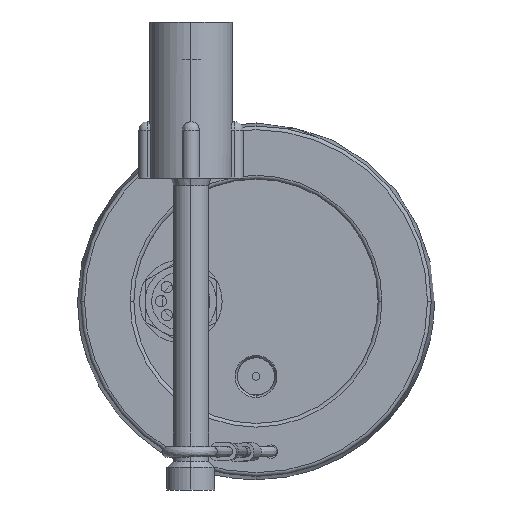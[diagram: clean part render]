
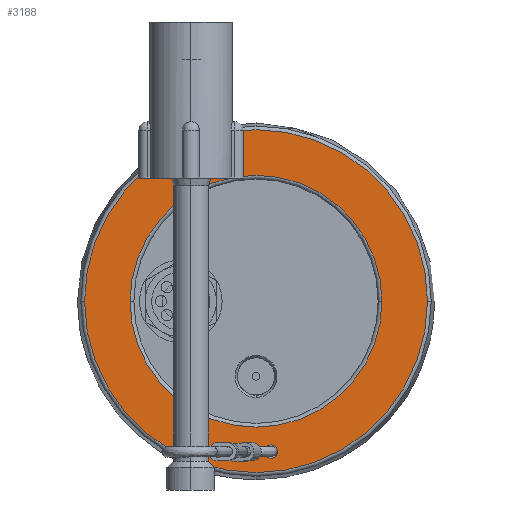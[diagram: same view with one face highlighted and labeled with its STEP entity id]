
A CAD part, left-side view. The second image highlights one B-rep face of the part: STEP entity #3188.
In plain terms, the highlighted planar face has unit normal (-1, 0, 0).
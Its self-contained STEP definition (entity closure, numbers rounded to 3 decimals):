
#33 = CARTESIAN_POINT ( 'NONE',  ( -283., -45.621, 0. ) ) ;
#62 = CARTESIAN_POINT ( 'NONE',  ( -283., 0., 0. ) ) ;
#205 = ORIENTED_EDGE ( 'NONE', *, *, #9397, .T. ) ;
#352 = PLANE ( 'NONE',  #11179 ) ;
#568 = DIRECTION ( 'NONE',  ( 0., -1., 0. ) ) ;
#592 = DIRECTION ( 'NONE',  ( 1., 0., 0. ) ) ;
#605 = CARTESIAN_POINT ( 'NONE',  ( -283., 0., 0. ) ) ;
#768 = ORIENTED_EDGE ( 'NONE', *, *, #9099, .F. ) ;
#818 = DIRECTION ( 'NONE',  ( -1., 0., 0. ) ) ;
#952 = DIRECTION ( 'NONE',  ( 0., -1., 0. ) ) ;
#1020 = CARTESIAN_POINT ( 'NONE',  ( -283., -33.5, 0. ) ) ;
#1026 = ORIENTED_EDGE ( 'NONE', *, *, #7912, .F. ) ;
#1173 = DIRECTION ( 'NONE',  ( 0., -1., 0. ) ) ;
#1192 = DIRECTION ( 'NONE',  ( -1., 0., 0. ) ) ;
#1218 = CARTESIAN_POINT ( 'NONE',  ( -283., 4., -40. ) ) ;
#1260 = EDGE_LOOP ( 'NONE', ( #7956, #768 ) ) ;
#1271 = VERTEX_POINT ( 'NONE', #5141 ) ;
#1281 = EDGE_CURVE ( 'NONE', #6437, #4056, #2583, .T. ) ;
#1550 = AXIS2_PLACEMENT_3D ( 'NONE', #1218, #1192, #1173 ) ;
#1598 = EDGE_CURVE ( 'NONE', #9080, #1924, #7360, .T. ) ;
#1649 = FACE_BOUND ( 'NONE', #6109, .T. ) ;
#1697 = EDGE_LOOP ( 'NONE', ( #5003, #205 ) ) ;
#1765 = EDGE_CURVE ( 'NONE', #10878, #8535, #11514, .T. ) ;
#1822 = EDGE_CURVE ( 'NONE', #1271, #10817, #6786, .T. ) ;
#1913 = CIRCLE ( 'NONE', #7605, 1.75 ) ;
#1924 = VERTEX_POINT ( 'NONE', #9907 ) ;
#2034 = ORIENTED_EDGE ( 'NONE', *, *, #1822, .T. ) ;
#2286 = CIRCLE ( 'NONE', #9285, 33.5 ) ;
#2414 = DIRECTION ( 'NONE',  ( 0., 1., 0. ) ) ;
#2453 = DIRECTION ( 'NONE',  ( -1., 0., 0. ) ) ;
#2460 = CARTESIAN_POINT ( 'NONE',  ( -283., -4., -40. ) ) ;
#2583 = CIRCLE ( 'NONE', #3218, 45.621 ) ;
#2717 = AXIS2_PLACEMENT_3D ( 'NONE', #3128, #9390, #4061 ) ;
#2778 = FACE_OUTER_BOUND ( 'NONE', #1697, .T. ) ;
#3128 = CARTESIAN_POINT ( 'NONE',  ( -283., 0., 0. ) ) ;
#3188 = ADVANCED_FACE ( 'NONE', ( #1649, #8548, #2778, #6169 ), #352, .F. ) ;
#3218 = AXIS2_PLACEMENT_3D ( 'NONE', #4947, #4937, #4918 ) ;
#4056 = VERTEX_POINT ( 'NONE', #8301 ) ;
#4061 = DIRECTION ( 'NONE',  ( 0., -1., 0. ) ) ;
#4560 = EDGE_LOOP ( 'NONE', ( #11541, #2034 ) ) ;
#4601 = AXIS2_PLACEMENT_3D ( 'NONE', #605, #592, #568 ) ;
#4886 = DIRECTION ( 'NONE',  ( 1., 0., 0. ) ) ;
#4918 = DIRECTION ( 'NONE',  ( 0., -1., 0. ) ) ;
#4937 = DIRECTION ( 'NONE',  ( -1., 0., 0. ) ) ;
#4947 = CARTESIAN_POINT ( 'NONE',  ( -283., 0., 0. ) ) ;
#4971 = CARTESIAN_POINT ( 'NONE',  ( -283., 2.25, -40. ) ) ;
#5003 = ORIENTED_EDGE ( 'NONE', *, *, #1281, .T. ) ;
#5141 = CARTESIAN_POINT ( 'NONE',  ( -283., 33.5, 0. ) ) ;
#5288 = CARTESIAN_POINT ( 'NONE',  ( -283., 4., -40. ) ) ;
#6109 = EDGE_LOOP ( 'NONE', ( #9055, #1026 ) ) ;
#6169 = FACE_BOUND ( 'NONE', #4560, .T. ) ;
#6199 = DIRECTION ( 'NONE',  ( 0., -1., 0. ) ) ;
#6216 = CARTESIAN_POINT ( 'NONE',  ( -283., -4., -40. ) ) ;
#6369 = DIRECTION ( 'NONE',  ( 1., 0., 0. ) ) ;
#6437 = VERTEX_POINT ( 'NONE', #33 ) ;
#6786 = CIRCLE ( 'NONE', #4601, 33.5 ) ;
#7107 = DIRECTION ( 'NONE',  ( 0., 1., 0. ) ) ;
#7152 = EDGE_CURVE ( 'NONE', #10817, #1271, #2286, .T. ) ;
#7360 = CIRCLE ( 'NONE', #9006, 1.75 ) ;
#7605 = AXIS2_PLACEMENT_3D ( 'NONE', #6216, #818, #7107 ) ;
#7912 = EDGE_CURVE ( 'NONE', #8535, #10878, #9667, .T. ) ;
#7956 = ORIENTED_EDGE ( 'NONE', *, *, #1598, .F. ) ;
#8277 = CARTESIAN_POINT ( 'NONE',  ( -283., 5.75, -40. ) ) ;
#8301 = CARTESIAN_POINT ( 'NONE',  ( -283., 45.621, 0. ) ) ;
#8535 = VERTEX_POINT ( 'NONE', #4971 ) ;
#8548 = FACE_BOUND ( 'NONE', #1260, .T. ) ;
#8759 = CARTESIAN_POINT ( 'NONE',  ( -283., -2.25, -40. ) ) ;
#9006 = AXIS2_PLACEMENT_3D ( 'NONE', #2460, #2453, #2414 ) ;
#9055 = ORIENTED_EDGE ( 'NONE', *, *, #1765, .F. ) ;
#9080 = VERTEX_POINT ( 'NONE', #8759 ) ;
#9099 = EDGE_CURVE ( 'NONE', #1924, #9080, #1913, .T. ) ;
#9285 = AXIS2_PLACEMENT_3D ( 'NONE', #62, #6369, #952 ) ;
#9390 = DIRECTION ( 'NONE',  ( -1., 0., 0. ) ) ;
#9397 = EDGE_CURVE ( 'NONE', #4056, #6437, #11544, .T. ) ;
#9667 = CIRCLE ( 'NONE', #9742, 1.75 ) ;
#9742 = AXIS2_PLACEMENT_3D ( 'NONE', #5288, #11504, #6199 ) ;
#9907 = CARTESIAN_POINT ( 'NONE',  ( -283., -5.75, -40. ) ) ;
#10209 = CARTESIAN_POINT ( 'NONE',  ( -283., 0., -45.5 ) ) ;
#10817 = VERTEX_POINT ( 'NONE', #1020 ) ;
#10878 = VERTEX_POINT ( 'NONE', #8277 ) ;
#11115 = DIRECTION ( 'NONE',  ( 0., -1., 0. ) ) ;
#11179 = AXIS2_PLACEMENT_3D ( 'NONE', #10209, #4886, #11115 ) ;
#11504 = DIRECTION ( 'NONE',  ( -1., 0., 0. ) ) ;
#11514 = CIRCLE ( 'NONE', #1550, 1.75 ) ;
#11541 = ORIENTED_EDGE ( 'NONE', *, *, #7152, .T. ) ;
#11544 = CIRCLE ( 'NONE', #2717, 45.621 ) ;
